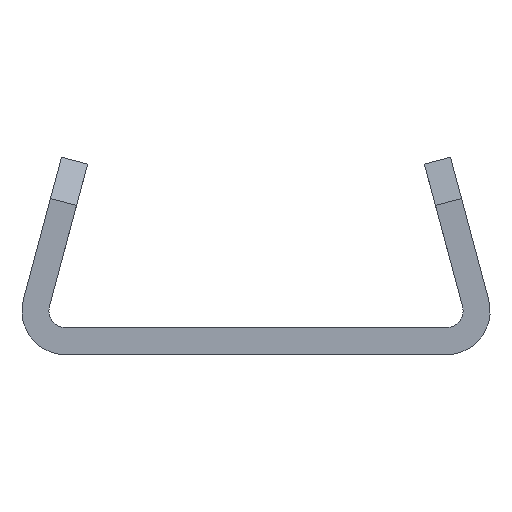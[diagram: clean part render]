
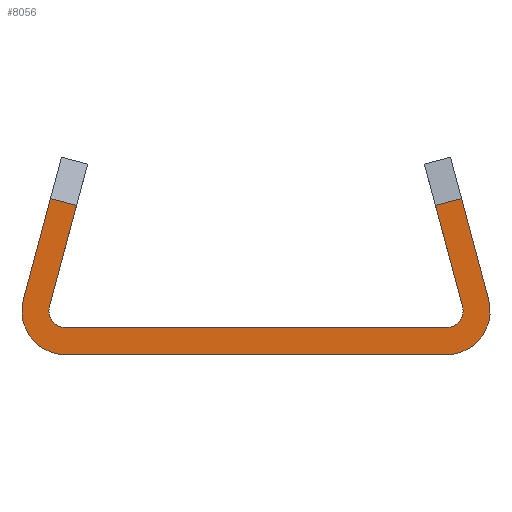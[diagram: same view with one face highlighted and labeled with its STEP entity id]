
A CAD part, front view. The second image highlights one B-rep face of the part: STEP entity #8056.
In plain terms, the highlighted planar face has unit normal (0, -1, 0).
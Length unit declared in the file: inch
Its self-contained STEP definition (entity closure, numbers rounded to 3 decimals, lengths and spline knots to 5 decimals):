
#88 = LINE ( 'NONE', #2405, #89 ) ;
#89 = VECTOR ( 'NONE', #2406, 39.37008 ) ;
#599 = FACE_OUTER_BOUND ( 'NONE', #9875, .T. ) ;
#846 = CARTESIAN_POINT ( 'NONE',  ( 0.36023, -6., 0.27398 ) ) ;
#855 = CARTESIAN_POINT ( 'NONE',  ( 0.3333, -6., 0.04724 ) ) ;
#1063 = CARTESIAN_POINT ( 'NONE',  ( -0.3333, -6., 0.04724 ) ) ;
#1085 = CARTESIAN_POINT ( 'NONE',  ( -0.40767, -6., 0.09693 ) ) ;
#1125 = CARTESIAN_POINT ( 'NONE',  ( -0.36023, -6., 0.27398 ) ) ;
#1126 = CARTESIAN_POINT ( 'NONE',  ( 0.3146, -6., 0.26175 ) ) ;
#1167 = CARTESIAN_POINT ( 'NONE',  ( -0.3333, -6., 0. ) ) ;
#1203 = CARTESIAN_POINT ( 'NONE',  ( 0.3333, -6., 0. ) ) ;
#1244 = CARTESIAN_POINT ( 'NONE',  ( 0.40767, -6., 0.09693 ) ) ;
#1268 = CARTESIAN_POINT ( 'NONE',  ( 0.36204, -6., 0.0847 ) ) ;
#1289 = CARTESIAN_POINT ( 'NONE',  ( -0.3146, -6., 0.26175 ) ) ;
#1293 = CARTESIAN_POINT ( 'NONE',  ( -0.36204, -6., 0.0847 ) ) ;
#1690 = VERTEX_POINT ( 'NONE', #1293 ) ;
#1694 = VERTEX_POINT ( 'NONE', #1289 ) ;
#1716 = VERTEX_POINT ( 'NONE', #1268 ) ;
#1742 = VERTEX_POINT ( 'NONE', #1244 ) ;
#1782 = VERTEX_POINT ( 'NONE', #1203 ) ;
#1812 = VERTEX_POINT ( 'NONE', #1167 ) ;
#1847 = VERTEX_POINT ( 'NONE', #1126 ) ;
#1848 = VERTEX_POINT ( 'NONE', #1125 ) ;
#1880 = VERTEX_POINT ( 'NONE', #1085 ) ;
#1894 = VERTEX_POINT ( 'NONE', #1063 ) ;
#2079 = VERTEX_POINT ( 'NONE', #855 ) ;
#2090 = VERTEX_POINT ( 'NONE', #846 ) ;
#2306 = CARTESIAN_POINT ( 'NONE',  ( 0.36023, -6., 0.27398 ) ) ;
#2307 = DIRECTION ( 'NONE',  ( 0.259, 0., -0.966 ) ) ;
#2344 = CARTESIAN_POINT ( 'NONE',  ( -0.40767, -6., 0.09693 ) ) ;
#2348 = CARTESIAN_POINT ( 'NONE',  ( -0.3146, -6., 0.26175 ) ) ;
#2349 = DIRECTION ( 'NONE',  ( -0.966, 0., 0.259 ) ) ;
#2356 = DIRECTION ( 'NONE',  ( 0.259, 0., 0.966 ) ) ;
#2370 = CARTESIAN_POINT ( 'NONE',  ( -0.3333, -6., 0.077 ) ) ;
#2372 = CARTESIAN_POINT ( 'NONE',  ( -0.3146, -6., 0.26175 ) ) ;
#2373 = DIRECTION ( 'NONE',  ( -0.259, 0., -0.966 ) ) ;
#2376 = CARTESIAN_POINT ( 'NONE',  ( 0.36023, -6., 0.27398 ) ) ;
#2377 = DIRECTION ( 'NONE',  ( -0.966, 0., -0.259 ) ) ;
#2382 = DIRECTION ( 'NONE',  ( 0., 1., 0. ) ) ;
#2383 = DIRECTION ( 'NONE',  ( 0., 0., -1. ) ) ;
#2391 = CARTESIAN_POINT ( 'NONE',  ( 0.3333, -6., 0.077 ) ) ;
#2393 = DIRECTION ( 'NONE',  ( 0., 1., 0. ) ) ;
#2394 = DIRECTION ( 'NONE',  ( 0., 0., 1. ) ) ;
#2405 = CARTESIAN_POINT ( 'NONE',  ( 0.36204, -6., 0.0847 ) ) ;
#2406 = DIRECTION ( 'NONE',  ( -0.259, 0., 0.966 ) ) ;
#3447 = CARTESIAN_POINT ( 'NONE',  ( -0.375, -6., 0.045 ) ) ;
#3449 = PLANE ( 'NONE',  #4197 ) ;
#3452 = DIRECTION ( 'NONE',  ( 0., 1., 0. ) ) ;
#3453 = DIRECTION ( 'NONE',  ( 0., 0., 1. ) ) ;
#4197 = AXIS2_PLACEMENT_3D ( 'NONE', #3447, #3452, #3453 ) ;
#4593 = VECTOR ( 'NONE', #5767, 39.37008 ) ;
#4597 = LINE ( 'NONE', #5774, #4593 ) ;
#4599 = CIRCLE ( 'NONE', #6437, 0.02976 ) ;
#4616 = CIRCLE ( 'NONE', #6433, 0.02976 ) ;
#4933 = LINE ( 'NONE', #5863, #4945 ) ;
#4945 = VECTOR ( 'NONE', #5880, 39.37008 ) ;
#5017 = EDGE_CURVE ( 'NONE', #1716, #2079, #4599, .T. ) ;
#5018 = EDGE_CURVE ( 'NONE', #1894, #2079, #4597, .T. ) ;
#5026 = EDGE_CURVE ( 'NONE', #1690, #1894, #4616, .T. ) ;
#5225 = EDGE_CURVE ( 'NONE', #1782, #1812, #4933, .T. ) ;
#5423 = LINE ( 'NONE', #2306, #5431 ) ;
#5431 = VECTOR ( 'NONE', #2307, 39.37008 ) ;
#5453 = LINE ( 'NONE', #2344, #5474 ) ;
#5468 = LINE ( 'NONE', #2348, #5469 ) ;
#5469 = VECTOR ( 'NONE', #2349, 39.37008 ) ;
#5474 = VECTOR ( 'NONE', #2356, 39.37008 ) ;
#5488 = LINE ( 'NONE', #2372, #5489 ) ;
#5489 = VECTOR ( 'NONE', #2373, 39.37008 ) ;
#5492 = LINE ( 'NONE', #2376, #5493 ) ;
#5493 = VECTOR ( 'NONE', #2377, 39.37008 ) ;
#5500 = CIRCLE ( 'NONE', #6294, 0.077 ) ;
#5505 = CIRCLE ( 'NONE', #6291, 0.077 ) ;
#5757 = DIRECTION ( 'NONE',  ( 0., 0., -1. ) ) ;
#5758 = DIRECTION ( 'NONE',  ( 0., -1., 0. ) ) ;
#5761 = CARTESIAN_POINT ( 'NONE',  ( -0.3333, -6., 0.077 ) ) ;
#5767 = DIRECTION ( 'NONE',  ( 1., 0., 0. ) ) ;
#5769 = DIRECTION ( 'NONE',  ( 0., 0., 1. ) ) ;
#5770 = DIRECTION ( 'NONE',  ( 0., 1., 0. ) ) ;
#5771 = CARTESIAN_POINT ( 'NONE',  ( 0.3333, -6., 0.077 ) ) ;
#5774 = CARTESIAN_POINT ( 'NONE',  ( -0.375, -6., 0.04724 ) ) ;
#5863 = CARTESIAN_POINT ( 'NONE',  ( -0.375, -6., 0. ) ) ;
#5880 = DIRECTION ( 'NONE',  ( -1., 0., 0. ) ) ;
#6291 = AXIS2_PLACEMENT_3D ( 'NONE', #2391, #2393, #2394 ) ;
#6294 = AXIS2_PLACEMENT_3D ( 'NONE', #2370, #2382, #2383 ) ;
#6433 = AXIS2_PLACEMENT_3D ( 'NONE', #5761, #5758, #5757 ) ;
#6437 = AXIS2_PLACEMENT_3D ( 'NONE', #5771, #5770, #5769 ) ;
#6657 = EDGE_CURVE ( 'NONE', #2090, #1742, #5423, .T. ) ;
#6676 = EDGE_CURVE ( 'NONE', #1694, #1848, #5468, .T. ) ;
#6679 = EDGE_CURVE ( 'NONE', #1880, #1848, #5453, .T. ) ;
#6687 = EDGE_CURVE ( 'NONE', #1694, #1690, #5488, .T. ) ;
#6689 = EDGE_CURVE ( 'NONE', #2090, #1847, #5492, .T. ) ;
#6692 = EDGE_CURVE ( 'NONE', #1812, #1880, #5500, .T. ) ;
#6696 = EDGE_CURVE ( 'NONE', #1742, #1782, #5505, .T. ) ;
#6702 = EDGE_CURVE ( 'NONE', #1716, #1847, #88, .T. ) ;
#7505 = ORIENTED_EDGE ( 'NONE', *, *, #5017, .T. ) ;
#7508 = ORIENTED_EDGE ( 'NONE', *, *, #5225, .F. ) ;
#7527 = ORIENTED_EDGE ( 'NONE', *, *, #6676, .T. ) ;
#7536 = ORIENTED_EDGE ( 'NONE', *, *, #6679, .F. ) ;
#7545 = ORIENTED_EDGE ( 'NONE', *, *, #6692, .F. ) ;
#7578 = ORIENTED_EDGE ( 'NONE', *, *, #6657, .F. ) ;
#7618 = ORIENTED_EDGE ( 'NONE', *, *, #6702, .F. ) ;
#7621 = ORIENTED_EDGE ( 'NONE', *, *, #6689, .T. ) ;
#7651 = ORIENTED_EDGE ( 'NONE', *, *, #6696, .F. ) ;
#7745 = ORIENTED_EDGE ( 'NONE', *, *, #5018, .F. ) ;
#7747 = ORIENTED_EDGE ( 'NONE', *, *, #5026, .F. ) ;
#7759 = ORIENTED_EDGE ( 'NONE', *, *, #6687, .F. ) ;
#8056 = ADVANCED_FACE ( 'NONE', ( #599 ), #3449, .F. ) ;
#9875 = EDGE_LOOP ( 'NONE', ( #7651, #7578, #7621, #7618, #7505, #7745, #7747, #7759, #7527, #7536, #7545, #7508 ) ) ;
